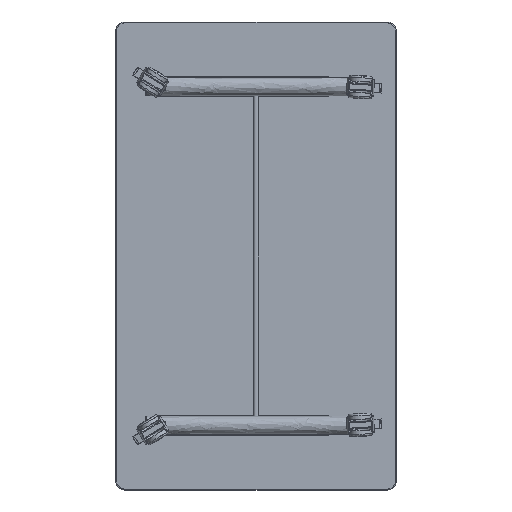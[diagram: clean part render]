
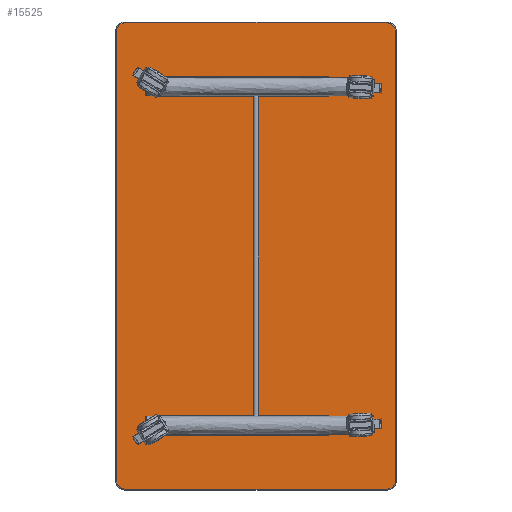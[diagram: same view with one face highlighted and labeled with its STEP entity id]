
A CAD part, front view. The second image highlights one B-rep face of the part: STEP entity #15525.
In plain terms, the highlighted free-form (B-spline) face has degree [1, 1] with [2, 2] control points.
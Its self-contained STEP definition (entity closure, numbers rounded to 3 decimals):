
#15525 = ADVANCED_FACE('',(#15526),#15588,.F.);
#15526 = FACE_BOUND('',#15527,.T.);
#15527 = EDGE_LOOP('',(#15528,#15537,#15545,#15552,#15560,#15567,#15575,
    #15582));
#15528 = ORIENTED_EDGE('',*,*,#15529,.T.);
#15529 = EDGE_CURVE('',#15530,#15532,#15534,.T.);
#15530 = VERTEX_POINT('',#15531);
#15531 = CARTESIAN_POINT('',(-345.515,677.117,
    556.534));
#15532 = VERTEX_POINT('',#15533);
#15533 = CARTESIAN_POINT('',(-345.515,677.117,
    -556.534));
#15534 = B_SPLINE_CURVE_WITH_KNOTS('',1,(#15535,#15536),.UNSPECIFIED.,
  .F.,.F.,(2,2),(-480.,480.),.PIECEWISE_BEZIER_KNOTS.);
#15535 = CARTESIAN_POINT('',(-345.515,677.117,
    556.534));
#15536 = CARTESIAN_POINT('',(-345.515,677.117,
    -556.534));
#15537 = ORIENTED_EDGE('',*,*,#15538,.T.);
#15538 = EDGE_CURVE('',#15532,#15539,#15541,.T.);
#15539 = VERTEX_POINT('',#15540);
#15540 = CARTESIAN_POINT('',(-324.645,677.117,
    -577.404));
#15541 = ( BOUNDED_CURVE() B_SPLINE_CURVE(2,(#15542,#15543,#15544),
.UNSPECIFIED.,.F.,.F.) B_SPLINE_CURVE_WITH_KNOTS((3,3),(3.142,
4.712),.PIECEWISE_BEZIER_KNOTS.) CURVE() 
GEOMETRIC_REPRESENTATION_ITEM() RATIONAL_B_SPLINE_CURVE((1.,
0.707,1.)) REPRESENTATION_ITEM('') );
#15542 = CARTESIAN_POINT('',(-345.515,677.117,
    -556.534));
#15543 = CARTESIAN_POINT('',(-345.515,677.117,
    -577.404));
#15544 = CARTESIAN_POINT('',(-324.645,677.117,
    -577.404));
#15545 = ORIENTED_EDGE('',*,*,#15546,.T.);
#15546 = EDGE_CURVE('',#15539,#15547,#15549,.T.);
#15547 = VERTEX_POINT('',#15548);
#15548 = CARTESIAN_POINT('',(324.645,677.117,
    -577.404));
#15549 = B_SPLINE_CURVE_WITH_KNOTS('',1,(#15550,#15551),.UNSPECIFIED.,
  .F.,.F.,(2,2),(-280.,280.),.PIECEWISE_BEZIER_KNOTS.);
#15550 = CARTESIAN_POINT('',(-324.645,677.117,
    -577.404));
#15551 = CARTESIAN_POINT('',(324.645,677.117,
    -577.404));
#15552 = ORIENTED_EDGE('',*,*,#15553,.T.);
#15553 = EDGE_CURVE('',#15547,#15554,#15556,.T.);
#15554 = VERTEX_POINT('',#15555);
#15555 = CARTESIAN_POINT('',(345.515,677.117,
    -556.534));
#15556 = ( BOUNDED_CURVE() B_SPLINE_CURVE(2,(#15557,#15558,#15559),
.UNSPECIFIED.,.F.,.F.) B_SPLINE_CURVE_WITH_KNOTS((3,3),(4.712,
6.283),.PIECEWISE_BEZIER_KNOTS.) CURVE() 
GEOMETRIC_REPRESENTATION_ITEM() RATIONAL_B_SPLINE_CURVE((1.,
0.707,1.)) REPRESENTATION_ITEM('') );
#15557 = CARTESIAN_POINT('',(324.645,677.117,
    -577.404));
#15558 = CARTESIAN_POINT('',(345.515,677.117,
    -577.404));
#15559 = CARTESIAN_POINT('',(345.515,677.117,
    -556.534));
#15560 = ORIENTED_EDGE('',*,*,#15561,.T.);
#15561 = EDGE_CURVE('',#15554,#15562,#15564,.T.);
#15562 = VERTEX_POINT('',#15563);
#15563 = CARTESIAN_POINT('',(345.515,677.117,
    556.534));
#15564 = B_SPLINE_CURVE_WITH_KNOTS('',1,(#15565,#15566),.UNSPECIFIED.,
  .F.,.F.,(2,2),(-480.,480.),.PIECEWISE_BEZIER_KNOTS.);
#15565 = CARTESIAN_POINT('',(345.515,677.117,
    -556.534));
#15566 = CARTESIAN_POINT('',(345.515,677.117,
    556.534));
#15567 = ORIENTED_EDGE('',*,*,#15568,.T.);
#15568 = EDGE_CURVE('',#15562,#15569,#15571,.T.);
#15569 = VERTEX_POINT('',#15570);
#15570 = CARTESIAN_POINT('',(324.645,677.117,
    577.404));
#15571 = ( BOUNDED_CURVE() B_SPLINE_CURVE(2,(#15572,#15573,#15574),
.UNSPECIFIED.,.F.,.F.) B_SPLINE_CURVE_WITH_KNOTS((3,3),(0.,
1.571),.PIECEWISE_BEZIER_KNOTS.) CURVE() 
GEOMETRIC_REPRESENTATION_ITEM() RATIONAL_B_SPLINE_CURVE((1.,
0.707,1.)) REPRESENTATION_ITEM('') );
#15572 = CARTESIAN_POINT('',(345.515,677.117,
    556.534));
#15573 = CARTESIAN_POINT('',(345.515,677.117,
    577.404));
#15574 = CARTESIAN_POINT('',(324.645,677.117,
    577.404));
#15575 = ORIENTED_EDGE('',*,*,#15576,.T.);
#15576 = EDGE_CURVE('',#15569,#15577,#15579,.T.);
#15577 = VERTEX_POINT('',#15578);
#15578 = CARTESIAN_POINT('',(-324.645,677.117,
    577.404));
#15579 = B_SPLINE_CURVE_WITH_KNOTS('',1,(#15580,#15581),.UNSPECIFIED.,
  .F.,.F.,(2,2),(-280.,280.),.PIECEWISE_BEZIER_KNOTS.);
#15580 = CARTESIAN_POINT('',(324.645,677.117,
    577.404));
#15581 = CARTESIAN_POINT('',(-324.645,677.117,
    577.404));
#15582 = ORIENTED_EDGE('',*,*,#15583,.T.);
#15583 = EDGE_CURVE('',#15577,#15530,#15584,.T.);
#15584 = ( BOUNDED_CURVE() B_SPLINE_CURVE(2,(#15585,#15586,#15587),
.UNSPECIFIED.,.F.,.F.) B_SPLINE_CURVE_WITH_KNOTS((3,3),(1.571,
3.142),.PIECEWISE_BEZIER_KNOTS.) CURVE() 
GEOMETRIC_REPRESENTATION_ITEM() RATIONAL_B_SPLINE_CURVE((1.,
0.707,1.)) REPRESENTATION_ITEM('') );
#15585 = CARTESIAN_POINT('',(-324.645,677.117,
    577.404));
#15586 = CARTESIAN_POINT('',(-345.515,677.117,
    577.404));
#15587 = CARTESIAN_POINT('',(-345.515,677.117,
    556.534));
#15588 = B_SPLINE_SURFACE_WITH_KNOTS('',1,1,(
    (#15589,#15590)
    ,(#15591,#15592
  )),.UNSPECIFIED.,.F.,.F.,.F.,(2,2),(2,2),(-298.,298.),(-498.,498.),
  .PIECEWISE_BEZIER_KNOTS.);
#15589 = CARTESIAN_POINT('',(-345.515,677.117,
    577.404));
#15590 = CARTESIAN_POINT('',(-345.515,677.117,
    -577.404));
#15591 = CARTESIAN_POINT('',(345.515,677.117,
    577.404));
#15592 = CARTESIAN_POINT('',(345.515,677.117,
    -577.404));
